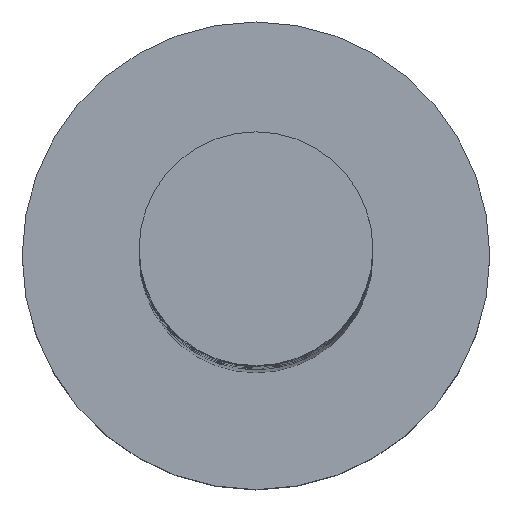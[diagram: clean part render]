
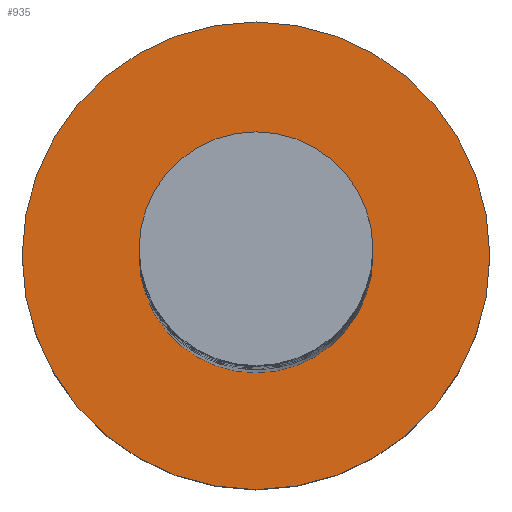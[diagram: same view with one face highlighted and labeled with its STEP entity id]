
A CAD part, top view. The second image highlights one B-rep face of the part: STEP entity #935.
In plain terms, the highlighted planar face has unit normal (0, 0, 1).
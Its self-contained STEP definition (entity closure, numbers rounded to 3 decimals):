
#5 = AXIS2_PLACEMENT_3D ( 'NONE', #1083, #88, #1328 ) ;
#41 = DIRECTION ( 'NONE',  ( 1., 0., 0. ) ) ;
#88 = DIRECTION ( 'NONE',  ( 0., 0., 1. ) ) ;
#110 = FACE_OUTER_BOUND ( 'NONE', #568, .T. ) ;
#168 = CARTESIAN_POINT ( 'NONE',  ( 0., 0., 5. ) ) ;
#213 = ORIENTED_EDGE ( 'NONE', *, *, #635, .F. ) ;
#219 = EDGE_CURVE ( 'NONE', #1101, #1373, #1199, .T. ) ;
#232 = FACE_BOUND ( 'NONE', #1064, .T. ) ;
#268 = CIRCLE ( 'NONE', #1172, 3. ) ;
#295 = AXIS2_PLACEMENT_3D ( 'NONE', #168, #513, #1020 ) ;
#298 = DIRECTION ( 'NONE',  ( 0., 0., 1. ) ) ;
#329 = VERTEX_POINT ( 'NONE', #1442 ) ;
#332 = ORIENTED_EDGE ( 'NONE', *, *, #802, .F. ) ;
#436 = DIRECTION ( 'NONE',  ( 1., 0., 0. ) ) ;
#467 = EDGE_CURVE ( 'NONE', #1373, #1101, #1347, .T. ) ;
#489 = CARTESIAN_POINT ( 'NONE',  ( 0., 0., 5. ) ) ;
#513 = DIRECTION ( 'NONE',  ( 0., 0., 1. ) ) ;
#568 = EDGE_LOOP ( 'NONE', ( #978, #1185 ) ) ;
#586 = CARTESIAN_POINT ( 'NONE',  ( -6., 0., 5. ) ) ;
#635 = EDGE_CURVE ( 'NONE', #1052, #329, #1555, .T. ) ;
#800 = DIRECTION ( 'NONE',  ( 1., 0., 0. ) ) ;
#802 = EDGE_CURVE ( 'NONE', #329, #1052, #268, .T. ) ;
#850 = PLANE ( 'NONE',  #5 ) ;
#901 = DIRECTION ( 'NONE',  ( 0., 0., 1. ) ) ;
#935 = ADVANCED_FACE ( 'NONE', ( #232, #110 ), #850, .T. ) ;
#978 = ORIENTED_EDGE ( 'NONE', *, *, #467, .T. ) ;
#1020 = DIRECTION ( 'NONE',  ( 1., 0., 0. ) ) ;
#1052 = VERTEX_POINT ( 'NONE', #1387 ) ;
#1057 = CARTESIAN_POINT ( 'NONE',  ( 0., 0., 5. ) ) ;
#1061 = DIRECTION ( 'NONE',  ( 0., 0., 1. ) ) ;
#1064 = EDGE_LOOP ( 'NONE', ( #213, #332 ) ) ;
#1083 = CARTESIAN_POINT ( 'NONE',  ( 0., 0., 5. ) ) ;
#1101 = VERTEX_POINT ( 'NONE', #1113 ) ;
#1113 = CARTESIAN_POINT ( 'NONE',  ( 6., 0., 5. ) ) ;
#1124 = AXIS2_PLACEMENT_3D ( 'NONE', #489, #901, #41 ) ;
#1172 = AXIS2_PLACEMENT_3D ( 'NONE', #1057, #298, #800 ) ;
#1185 = ORIENTED_EDGE ( 'NONE', *, *, #219, .T. ) ;
#1199 = CIRCLE ( 'NONE', #1251, 6. ) ;
#1251 = AXIS2_PLACEMENT_3D ( 'NONE', #1306, #1061, #436 ) ;
#1306 = CARTESIAN_POINT ( 'NONE',  ( 0., 0., 5. ) ) ;
#1328 = DIRECTION ( 'NONE',  ( 1., 0., 0. ) ) ;
#1347 = CIRCLE ( 'NONE', #295, 6. ) ;
#1373 = VERTEX_POINT ( 'NONE', #586 ) ;
#1387 = CARTESIAN_POINT ( 'NONE',  ( -3., 0., 5. ) ) ;
#1442 = CARTESIAN_POINT ( 'NONE',  ( 3., 0., 5. ) ) ;
#1555 = CIRCLE ( 'NONE', #1124, 3. ) ;
